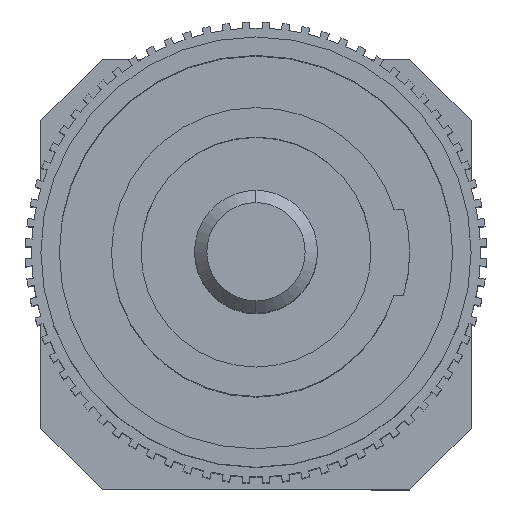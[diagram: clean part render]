
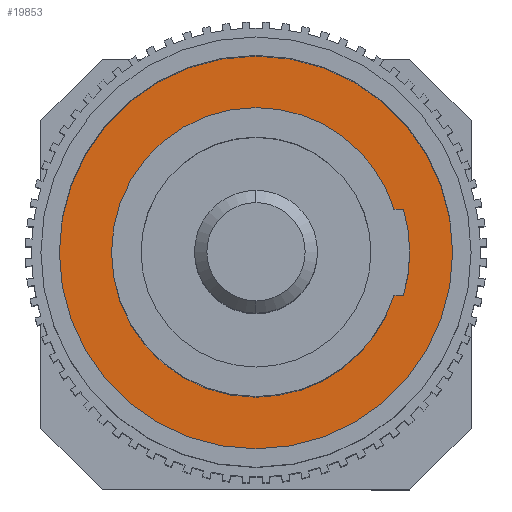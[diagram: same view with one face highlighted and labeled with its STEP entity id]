
A CAD part, top view. The second image highlights one B-rep face of the part: STEP entity #19853.
In plain terms, the highlighted face is planar.
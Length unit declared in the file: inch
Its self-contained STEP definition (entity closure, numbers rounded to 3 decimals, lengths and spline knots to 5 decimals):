
#501 = AXIS2_PLACEMENT_3D ( 'NONE', #22921, #11726, #4668 ) ;
#646 = EDGE_CURVE ( 'NONE', #23487, #9091, #21907, .T. ) ;
#801 = EDGE_LOOP ( 'NONE', ( #8737, #19791, #11631, #7925, #17694, #9013 ) ) ;
#1081 = EDGE_CURVE ( 'NONE', #17568, #16713, #10817, .T. ) ;
#1474 = DIRECTION ( 'NONE',  ( 0., 0., 1. ) ) ;
#1481 = CIRCLE ( 'NONE', #20319, 0.125 ) ;
#1491 = EDGE_CURVE ( 'NONE', #16713, #17568, #12745, .T. ) ;
#1686 = EDGE_CURVE ( 'NONE', #19690, #2321, #6640, .T. ) ;
#1734 = VECTOR ( 'NONE', #20783, 39.37008 ) ;
#2321 = VERTEX_POINT ( 'NONE', #16731 ) ;
#3423 = EDGE_CURVE ( 'NONE', #4895, #19690, #8591, .T. ) ;
#3884 = DIRECTION ( 'NONE',  ( 0., 0., 1. ) ) ;
#3921 = DIRECTION ( 'NONE',  ( 0., 0., 1. ) ) ;
#3949 = EDGE_CURVE ( 'NONE', #9091, #22033, #13422, .T. ) ;
#4042 = EDGE_CURVE ( 'NONE', #2321, #23487, #17080, .T. ) ;
#4190 = CARTESIAN_POINT ( 'NONE',  ( 0., 0.185, 0. ) ) ;
#4668 = DIRECTION ( 'NONE',  ( 0., 0., 1. ) ) ;
#4715 = AXIS2_PLACEMENT_3D ( 'NONE', #4190, #15005, #16698 ) ;
#4895 = VERTEX_POINT ( 'NONE', #13827 ) ;
#4925 = DIRECTION ( 'NONE',  ( 0., 0., 1. ) ) ;
#5078 = AXIS2_PLACEMENT_3D ( 'NONE', #23693, #10588, #1474 ) ;
#5354 = CARTESIAN_POINT ( 'NONE',  ( -0.11217, 0.185, 0.035 ) ) ;
#6621 = CARTESIAN_POINT ( 'NONE',  ( 0., 0.185, 0. ) ) ;
#6640 = CIRCLE ( 'NONE', #501, 0.1175 ) ;
#7449 = VECTOR ( 'NONE', #12412, 39.37008 ) ;
#7925 = ORIENTED_EDGE ( 'NONE', *, *, #1686, .F. ) ;
#8391 = CARTESIAN_POINT ( 'NONE',  ( 0., 0.185, 0. ) ) ;
#8591 = LINE ( 'NONE', #5354, #7449 ) ;
#8737 = ORIENTED_EDGE ( 'NONE', *, *, #3949, .F. ) ;
#9013 = ORIENTED_EDGE ( 'NONE', *, *, #11236, .F. ) ;
#9091 = VERTEX_POINT ( 'NONE', #17072 ) ;
#9772 = CARTESIAN_POINT ( 'NONE',  ( 0., 0.185, -0.16 ) ) ;
#10362 = AXIS2_PLACEMENT_3D ( 'NONE', #20248, #20374, #3884 ) ;
#10588 = DIRECTION ( 'NONE',  ( 0., 1., 0. ) ) ;
#10817 = CIRCLE ( 'NONE', #5078, 0.16 ) ;
#10921 = AXIS2_PLACEMENT_3D ( 'NONE', #8391, #13551, #20918 ) ;
#11236 = EDGE_CURVE ( 'NONE', #22033, #4895, #1481, .T. ) ;
#11631 = ORIENTED_EDGE ( 'NONE', *, *, #4042, .F. ) ;
#11726 = DIRECTION ( 'NONE',  ( 0., 1., 0. ) ) ;
#12412 = DIRECTION ( 'NONE',  ( 1., 0., 0. ) ) ;
#12745 = CIRCLE ( 'NONE', #4715, 0.16 ) ;
#13422 = LINE ( 'NONE', #22678, #1734 ) ;
#13551 = DIRECTION ( 'NONE',  ( 0., 1., 0. ) ) ;
#13827 = CARTESIAN_POINT ( 'NONE',  ( -0.12, 0.185, 0.035 ) ) ;
#13927 = FACE_BOUND ( 'NONE', #801, .T. ) ;
#15005 = DIRECTION ( 'NONE',  ( 0., 1., 0. ) ) ;
#16410 = CARTESIAN_POINT ( 'NONE',  ( 0., 0.185, -0.1175 ) ) ;
#16698 = DIRECTION ( 'NONE',  ( 0., 0., 1. ) ) ;
#16713 = VERTEX_POINT ( 'NONE', #17424 ) ;
#16731 = CARTESIAN_POINT ( 'NONE',  ( 0., 0.185, 0.1175 ) ) ;
#17070 = CARTESIAN_POINT ( 'NONE',  ( -0.11217, 0.185, 0.035 ) ) ;
#17072 = CARTESIAN_POINT ( 'NONE',  ( -0.11217, 0.185, -0.035 ) ) ;
#17080 = CIRCLE ( 'NONE', #10921, 0.1175 ) ;
#17424 = CARTESIAN_POINT ( 'NONE',  ( 0., 0.185, 0.16 ) ) ;
#17508 = CARTESIAN_POINT ( 'NONE',  ( -0.12, 0.185, -0.035 ) ) ;
#17552 = DIRECTION ( 'NONE',  ( 0., 1., 0. ) ) ;
#17568 = VERTEX_POINT ( 'NONE', #9772 ) ;
#17694 = ORIENTED_EDGE ( 'NONE', *, *, #3423, .F. ) ;
#17769 = ORIENTED_EDGE ( 'NONE', *, *, #1491, .T. ) ;
#18220 = FACE_OUTER_BOUND ( 'NONE', #21487, .T. ) ;
#18781 = ORIENTED_EDGE ( 'NONE', *, *, #1081, .T. ) ;
#19172 = AXIS2_PLACEMENT_3D ( 'NONE', #6621, #17552, #4925 ) ;
#19690 = VERTEX_POINT ( 'NONE', #17070 ) ;
#19791 = ORIENTED_EDGE ( 'NONE', *, *, #646, .F. ) ;
#19853 = ADVANCED_FACE ( 'NONE', ( #18220, #13927 ), #21406, .T. ) ;
#20248 = CARTESIAN_POINT ( 'NONE',  ( 0., 0.185, 0. ) ) ;
#20319 = AXIS2_PLACEMENT_3D ( 'NONE', #22197, #20759, #3921 ) ;
#20374 = DIRECTION ( 'NONE',  ( 0., 1., 0. ) ) ;
#20759 = DIRECTION ( 'NONE',  ( 0., 1., 0. ) ) ;
#20783 = DIRECTION ( 'NONE',  ( -1., 0., 0. ) ) ;
#20918 = DIRECTION ( 'NONE',  ( 0., 0., 1. ) ) ;
#21406 = PLANE ( 'NONE',  #19172 ) ;
#21487 = EDGE_LOOP ( 'NONE', ( #17769, #18781 ) ) ;
#21907 = CIRCLE ( 'NONE', #10362, 0.1175 ) ;
#22033 = VERTEX_POINT ( 'NONE', #17508 ) ;
#22197 = CARTESIAN_POINT ( 'NONE',  ( 0., 0.185, 0. ) ) ;
#22678 = CARTESIAN_POINT ( 'NONE',  ( -0.11217, 0.185, -0.035 ) ) ;
#22921 = CARTESIAN_POINT ( 'NONE',  ( 0., 0.185, 0. ) ) ;
#23487 = VERTEX_POINT ( 'NONE', #16410 ) ;
#23693 = CARTESIAN_POINT ( 'NONE',  ( 0., 0.185, 0. ) ) ;
